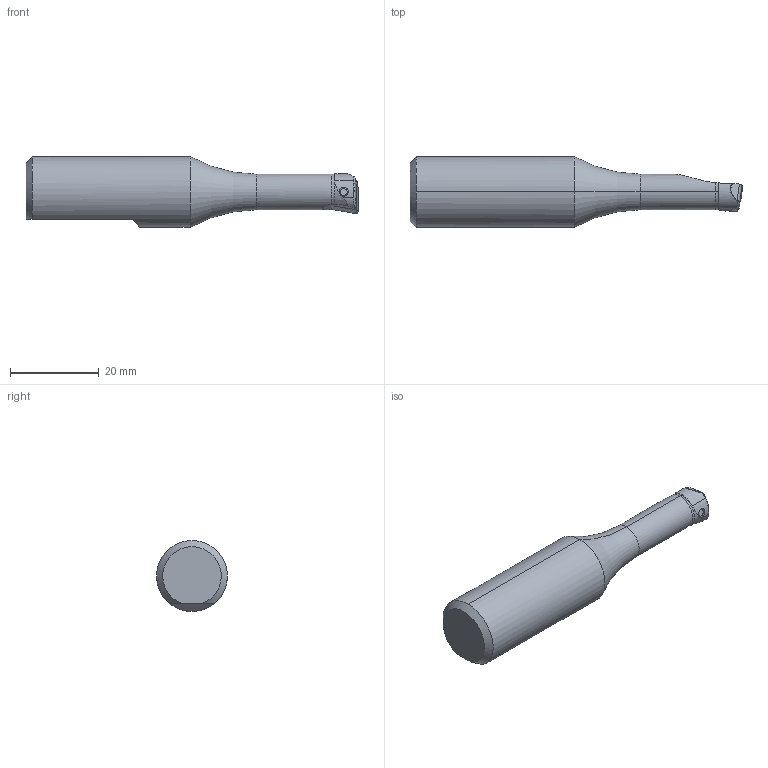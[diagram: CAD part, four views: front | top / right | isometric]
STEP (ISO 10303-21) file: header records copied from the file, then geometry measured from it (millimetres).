
FILE_DESCRIPTION (( 'STEP AP214' ), '1' );
FILE_NAME ('270.010.006.STEP', '2025-02-20T14:56:11', ( '' ), ( '' ), 'SwSTEP 2.0', 'SolidWorks 2022', '' );
FILE_SCHEMA (( 'AUTOMOTIVE_DESIGN' ));
Length unit declared in the file: millimetre
Products named in the file (4): CCMT060204; B10-WCA.001.075_A; WCA-ER2.001.005_A; 270.010.006
Assembly tree (3 placements, depth 2):
  270.010.006
    B10-WCA.001.075_A
    CCMT060204
    WCA-ER2.001.005_A
Bounding box: 75 x 16 x 16 mm (x, y, z)
Volume: 9428.2 mm3; surface area: 3320.9 mm2
Topology: 3 solids, 3 shells, 122 faces, 306 edges, 186 vertices
Faces by surface type: cylinder 37, plane 30, cone 24, bspline 17, torus 12, sphere 2
Entity records: 4803 total; most frequent: CARTESIAN_POINT 1619, ORIENTED_EDGE 604, DIRECTION 520, EDGE_CURVE 302, AXIS2_PLACEMENT_3D 207, VERTEX_POINT 186, EDGE_LOOP 126, FACE_OUTER_BOUND 122
